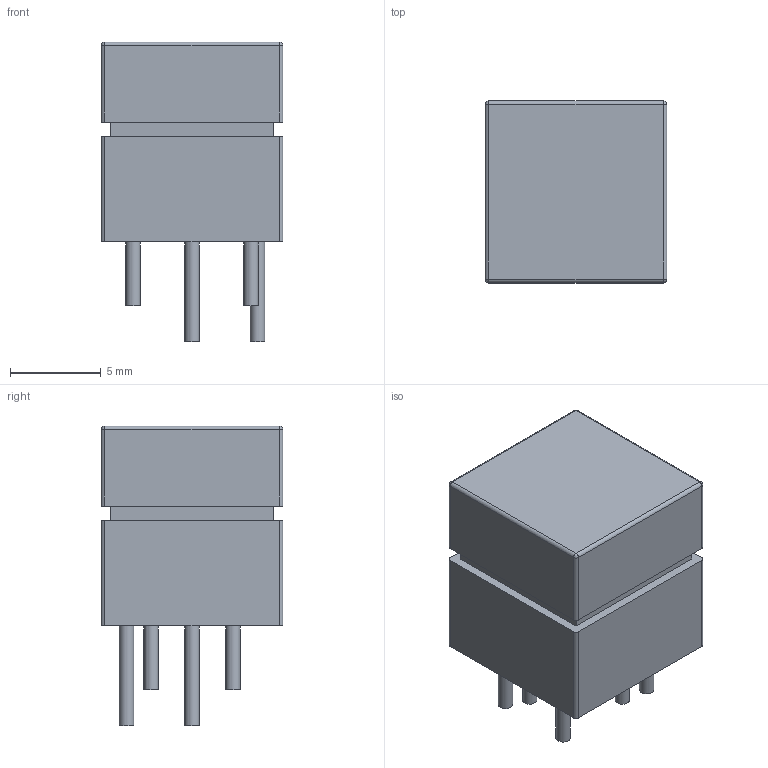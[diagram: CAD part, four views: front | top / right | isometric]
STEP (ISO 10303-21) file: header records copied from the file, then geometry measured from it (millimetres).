
FILE_DESCRIPTION(/* description */ (''),/* implementation_level */ '2;1');
FILE_NAME(/* name */ 'B3W-900x-x1x.step',/* time_stamp */ '2020-01-30T23:50:31+00:00',/* author */ (''),/* organization */ (''),/* preprocessor_version */ 'ST-DEVELOPER v18',/* originating_system */ 'Autodesk Translation Framework v8.2.0.1029',/* authorisation */ '');
FILE_SCHEMA (('AUTOMOTIVE_DESIGN { 1 0 10303 214 3 1 1 }'));
Length unit declared in the file: millimetre
Products named in the file (1): B3W-900x-x1x
Bounding box: 10 x 10 x 16.5 mm (x, y, z)
Volume: 1096.7 mm3; surface area: 730.6 mm2
Topology: 1 solids, 1 shells, 44 faces, 90 edges, 56 vertices
Faces by surface type: plane 22, cylinder 18, sphere 4
Full cylindrical faces by diameter (mm): 0.8 x6
Entity records: 1206 total; most frequent: DIRECTION 216, CARTESIAN_POINT 191, ORIENTED_EDGE 180, EDGE_CURVE 90, AXIS2_PLACEMENT_3D 81, VERTEX_POINT 56, LINE 54, VECTOR 54
